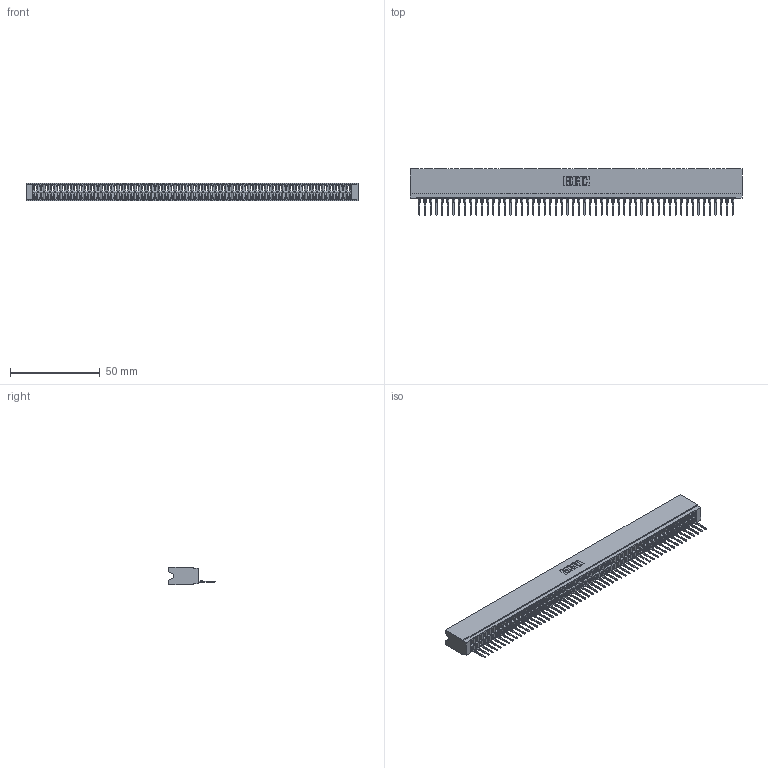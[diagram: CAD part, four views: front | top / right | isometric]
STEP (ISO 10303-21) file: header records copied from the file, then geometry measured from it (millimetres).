
FILE_DESCRIPTION (( 'STEP AP203' ), '1' );
FILE_NAME ('746-056-527-106.STEP', '2020-09-17T17:54:16', ( '' ), ( '' ), 'SwSTEP 2.0', 'SolidWorks 2020', '' );
FILE_SCHEMA (( 'CONFIG_CONTROL_DESIGN' ));
Length unit declared in the file: inch
Products named in the file (3): 746 Part_.515 Slot Depth - 06; 746-056-527-106; 746-292-001_527
Assembly tree (57 placements, depth 2):
  746-056-527-106
    746 Part_.515 Slot Depth - 06
    746-292-001_527  x56
Bounding box: 185.04 x 25.9 x 9.91 mm (x, y, z)
Volume: 19257.6 mm3; surface area: 29139.9 mm2
Topology: 57 solids, 57 shells, 6146 faces, 17457 edges, 11207 vertices
Faces by surface type: plane 3584, bspline 1120, cylinder 1106, torus 336
Entity records: 82671 total; most frequent: CARTESIAN_POINT 16612, ORIENTED_EDGE 14564, DIRECTION 12024, EDGE_CURVE 7282, LINE 6538, VECTOR 6538, VERTEX_POINT 4827, AXIS2_PLACEMENT_3D 2743
